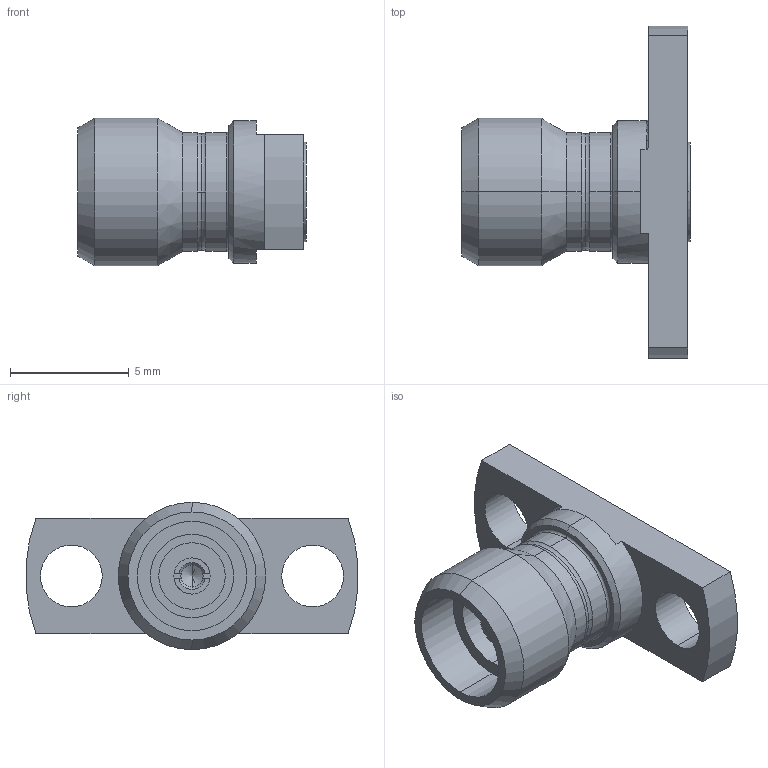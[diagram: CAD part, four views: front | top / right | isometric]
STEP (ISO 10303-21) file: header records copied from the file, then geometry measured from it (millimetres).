
FILE_DESCRIPTION (( 'STEP AP203' ), '1' );
FILE_NAME ('ÔÈÌÄ.434532.006-03 Ðîçåòêà ïðèáîðíàÿ ïðÿìàÿ.STEP', '2024-07-17T02:53:49', ( '' ), ( '' ), 'SwSTEP 2.0', 'SolidWorks 2018', '' );
FILE_SCHEMA (( 'CONFIG_CONTROL_DESIGN' ));
Length unit declared in the file: millimetre
Products named in the file (2): ÔÈÌÄ.434532.006-03 Ðîçåòêà ïðèáîðíàÿ ïðÿìàÿ; Äåòàëü1^ÔÈÌÄ.434532.006 Ðîçåòêà ïðèáîðíàÿ ïðÿìàÿ
Assembly tree (1 placements, depth 2):
  ÔÈÌÄ.434532.006-03 Ðîçåòêà ïðèáîðíàÿ ïðÿìàÿ
    Äåòàëü1^ÔÈÌÄ.434532.006 Ðîçåòêà ïðèáîðíàÿ ïðÿìàÿ
Bounding box: 9.6 x 13.96 x 6.2 mm (x, y, z)
Volume: 232.3 mm3; surface area: 486.7 mm2
Topology: 1 solids, 3 shells, 111 faces, 275 edges, 173 vertices
Faces by surface type: cylinder 42, plane 41, cone 19, torus 9
Entity records: 3531 total; most frequent: DIRECTION 627, CARTESIAN_POINT 609, ORIENTED_EDGE 542, EDGE_CURVE 271, AXIS2_PLACEMENT_3D 255, VERTEX_POINT 173, CIRCLE 140, EDGE_LOOP 126
